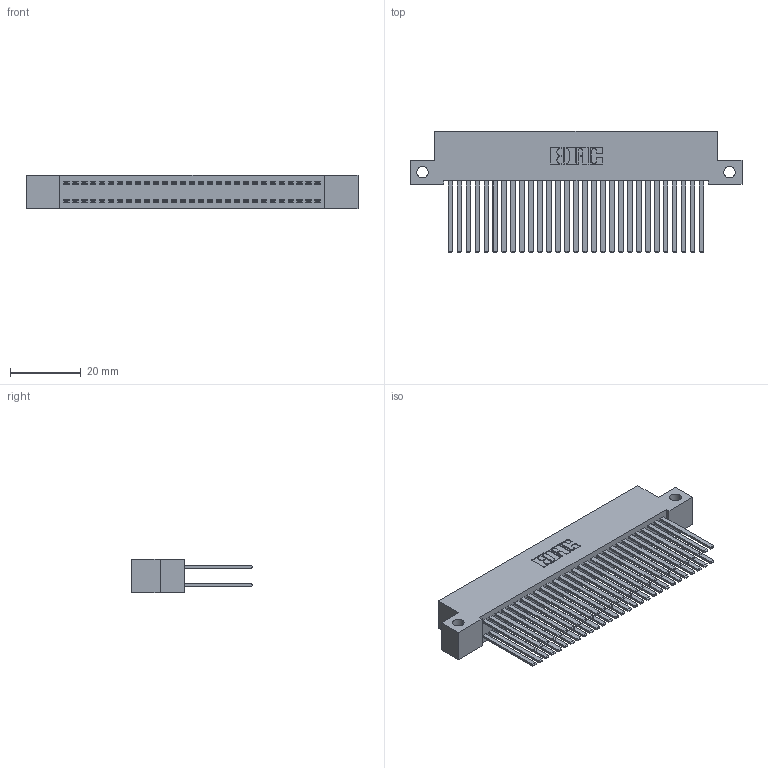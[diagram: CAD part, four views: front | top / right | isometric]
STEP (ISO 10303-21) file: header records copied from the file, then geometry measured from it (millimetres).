
FILE_DESCRIPTION (( 'STEP AP203' ), '1' );
FILE_NAME ('342-058-544-212.STEP', '2019-10-03T12:56:29', ( '' ), ( '' ), 'SwSTEP 2.0', 'SolidWorks 2016', '' );
FILE_SCHEMA (( 'CONFIG_CONTROL_DESIGN' ));
Length unit declared in the file: inch
Products named in the file (3): 342 Part_Side Mount; 345-292-001_345-293-144; 342-058-544-212
Assembly tree (59 placements, depth 2):
  342-058-544-212
    342 Part_Side Mount
    345-292-001_345-293-144  x58
Bounding box: 93.98 x 34.3 x 9.4 mm (x, y, z)
Volume: 9121.7 mm3; surface area: 16619.4 mm2
Topology: 59 solids, 59 shells, 2778 faces, 8245 edges, 5418 vertices
Faces by surface type: plane 1922, cylinder 856
Entity records: 20025 total; most frequent: CARTESIAN_POINT 3330, ORIENTED_EDGE 3266, DIRECTION 2865, EDGE_CURVE 1633, LINE 1509, VECTOR 1509, VERTEX_POINT 1086, AXIS2_PLACEMENT_3D 678
